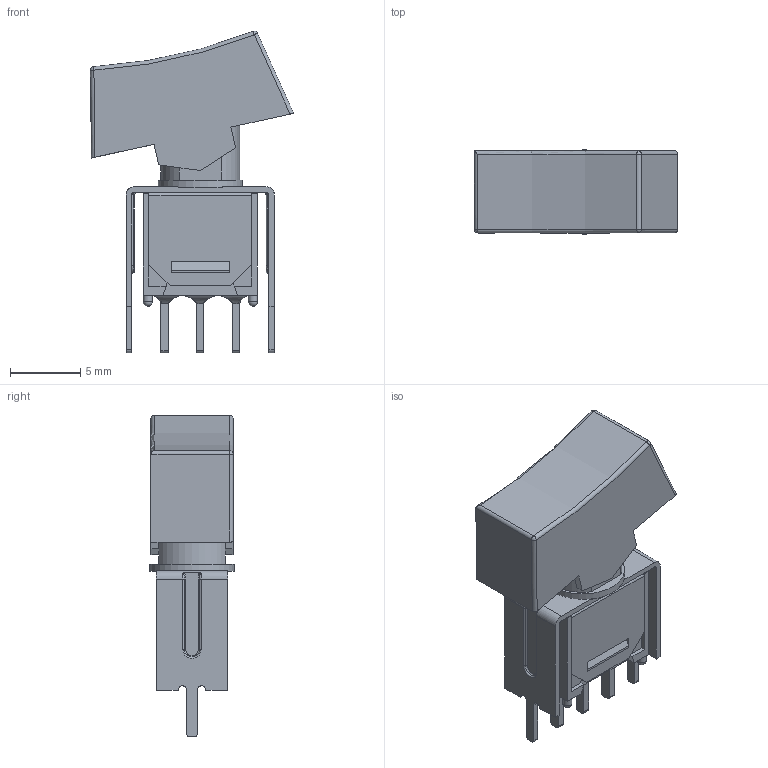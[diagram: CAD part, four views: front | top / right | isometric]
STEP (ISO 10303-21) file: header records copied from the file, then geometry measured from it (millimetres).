
FILE_DESCRIPTION((' '),'2;1');
FILE_NAME('400MSPxR6xxxVS2xE.stp','2017-08-02T12:53:57',(' '),(' '),' ','ACIS',' ');
FILE_SCHEMA(('CONFIG_CONTROL_DESIGN'));
Length unit declared in the file: inch
Products named in the file (7): 400MSPxR6xxxVS2xE.stp; Body1; Body2; Body3; Body4; Body5; Body6
Assembly tree (6 placements, depth 2):
  400MSPxR6xxxVS2xE.stp
    Body1
    Body2
    Body3
    Body4
    Body5
    Body6
Bounding box: 14.45 x 6 x 22.88 mm (x, y, z)
Volume: 463.5 mm3; surface area: 1870.1 mm2
Topology: 6 solids, 6 shells, 238 faces, 628 edges, 393 vertices
Faces by surface type: plane 131, cylinder 62, bspline 20, torus 18, sphere 7
Full cylindrical faces by diameter (mm): 0.65 x4, 3.25 x1, 6 x1
Entity records: 9081 total; most frequent: CARTESIAN_POINT 2391, ORIENTED_EDGE 1212, DIRECTION 1166, EDGE_CURVE 606, VECTOR 392, LINE 392, AXIS2_PLACEMENT_3D 387, VERTEX_POINT 387
